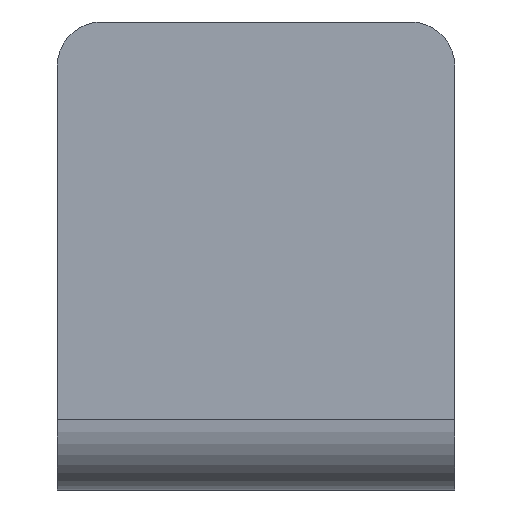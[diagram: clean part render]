
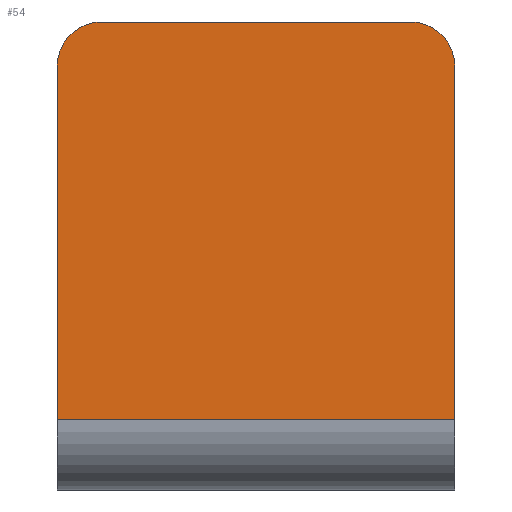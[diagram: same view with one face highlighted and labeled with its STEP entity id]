
A CAD part, left-side view. The second image highlights one B-rep face of the part: STEP entity #54.
In plain terms, the highlighted planar face has unit normal (-1, 0, 0).
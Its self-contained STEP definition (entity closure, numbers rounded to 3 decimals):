
#54 = ADVANCED_FACE ( 'NONE', ( #9207 ), #7554, .F. ) ;
#150 = VERTEX_POINT ( 'NONE', #639 ) ;
#233 = ORIENTED_EDGE ( 'NONE', *, *, #2495, .T. ) ;
#274 = DIRECTION ( 'NONE',  ( 0., 0., -1. ) ) ;
#360 = ORIENTED_EDGE ( 'NONE', *, *, #7051, .T. ) ;
#639 = CARTESIAN_POINT ( 'NONE',  ( 0., -22.5, 8. ) ) ;
#1323 = DIRECTION ( 'NONE',  ( 0., 0., -1. ) ) ;
#1594 = DIRECTION ( 'NONE',  ( 0., -1., 0. ) ) ;
#1663 = DIRECTION ( 'NONE',  ( 0., 0., 1. ) ) ;
#1678 = CARTESIAN_POINT ( 'NONE',  ( 0., 22.5, 48. ) ) ;
#1680 = VERTEX_POINT ( 'NONE', #9141 ) ;
#1823 = EDGE_CURVE ( 'NONE', #2173, #6399, #2415, .T. ) ;
#2173 = VERTEX_POINT ( 'NONE', #9935 ) ;
#2279 = CIRCLE ( 'NONE', #4853, 5. ) ;
#2415 = LINE ( 'NONE', #8740, #3948 ) ;
#2495 = EDGE_CURVE ( 'NONE', #2173, #150, #6247, .T. ) ;
#2554 = CARTESIAN_POINT ( 'NONE',  ( 0., 17.5, 48. ) ) ;
#2627 = CARTESIAN_POINT ( 'NONE',  ( 0., 22.5, 8. ) ) ;
#2760 = DIRECTION ( 'NONE',  ( -1., 0., 0. ) ) ;
#2801 = LINE ( 'NONE', #3503, #5291 ) ;
#3437 = CARTESIAN_POINT ( 'NONE',  ( 0., 22.5, 53. ) ) ;
#3467 = AXIS2_PLACEMENT_3D ( 'NONE', #8413, #8358, #1323 ) ;
#3503 = CARTESIAN_POINT ( 'NONE',  ( 0., -22.5, 0. ) ) ;
#3948 = VECTOR ( 'NONE', #1663, 1000. ) ;
#4283 = AXIS2_PLACEMENT_3D ( 'NONE', #8280, #2760, #274 ) ;
#4420 = ORIENTED_EDGE ( 'NONE', *, *, #1823, .F. ) ;
#4853 = AXIS2_PLACEMENT_3D ( 'NONE', #2554, #11227, #6817 ) ;
#5187 = VECTOR ( 'NONE', #11362, 1000. ) ;
#5223 = LINE ( 'NONE', #3437, #11285 ) ;
#5291 = VECTOR ( 'NONE', #7872, 1000. ) ;
#6152 = EDGE_LOOP ( 'NONE', ( #4420, #233, #6351, #360, #10212, #11361 ) ) ;
#6247 = LINE ( 'NONE', #2627, #5187 ) ;
#6254 = CARTESIAN_POINT ( 'NONE',  ( 0., -22.5, 48. ) ) ;
#6351 = ORIENTED_EDGE ( 'NONE', *, *, #10536, .T. ) ;
#6399 = VERTEX_POINT ( 'NONE', #1678 ) ;
#6817 = DIRECTION ( 'NONE',  ( 0., 0., -1. ) ) ;
#7051 = EDGE_CURVE ( 'NONE', #7436, #1680, #7407, .T. ) ;
#7407 = CIRCLE ( 'NONE', #4283, 5. ) ;
#7436 = VERTEX_POINT ( 'NONE', #6254 ) ;
#7554 = PLANE ( 'NONE',  #3467 ) ;
#7614 = EDGE_CURVE ( 'NONE', #7716, #6399, #2279, .T. ) ;
#7716 = VERTEX_POINT ( 'NONE', #7782 ) ;
#7782 = CARTESIAN_POINT ( 'NONE',  ( 0., 17.5, 53. ) ) ;
#7872 = DIRECTION ( 'NONE',  ( 0., 0., 1. ) ) ;
#8034 = EDGE_CURVE ( 'NONE', #7716, #1680, #5223, .T. ) ;
#8280 = CARTESIAN_POINT ( 'NONE',  ( 0., -17.5, 48. ) ) ;
#8358 = DIRECTION ( 'NONE',  ( 1., 0., 0. ) ) ;
#8413 = CARTESIAN_POINT ( 'NONE',  ( 0., 22.5, 0. ) ) ;
#8740 = CARTESIAN_POINT ( 'NONE',  ( 0., 22.5, 0. ) ) ;
#9141 = CARTESIAN_POINT ( 'NONE',  ( 0., -17.5, 53. ) ) ;
#9207 = FACE_OUTER_BOUND ( 'NONE', #6152, .T. ) ;
#9935 = CARTESIAN_POINT ( 'NONE',  ( 0., 22.5, 8. ) ) ;
#10212 = ORIENTED_EDGE ( 'NONE', *, *, #8034, .F. ) ;
#10536 = EDGE_CURVE ( 'NONE', #150, #7436, #2801, .T. ) ;
#11227 = DIRECTION ( 'NONE',  ( -1., 0., 0. ) ) ;
#11285 = VECTOR ( 'NONE', #1594, 1000. ) ;
#11361 = ORIENTED_EDGE ( 'NONE', *, *, #7614, .T. ) ;
#11362 = DIRECTION ( 'NONE',  ( 0., -1., 0. ) ) ;
